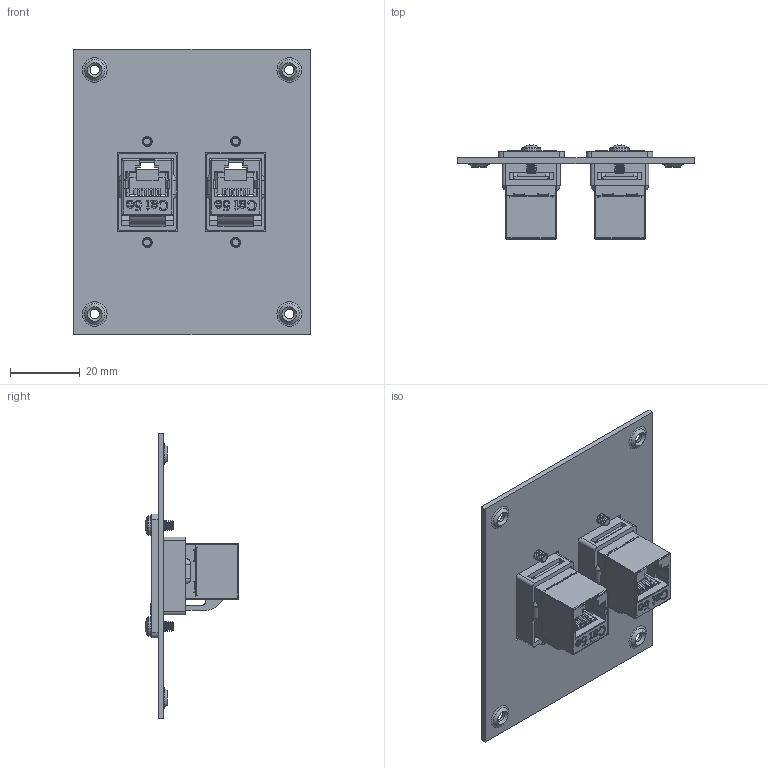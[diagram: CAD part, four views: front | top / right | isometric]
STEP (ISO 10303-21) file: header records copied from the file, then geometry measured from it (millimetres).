
FILE_DESCRIPTION (( 'STEP AP214' ), '1' );
FILE_NAME ('USP2ECF-SC5EBM.STEP', '2018-04-25T13:32:05', ( '' ), ( '' ), 'SwSTEP 2.0', 'SolidWorks 2017', '' );
FILE_SCHEMA (( 'AUTOMOTIVE_DESIGN' ));
Length unit declared in the file: inch
Products named in the file (14): TDG1026KS-Cx-MINI - REAR HOUSING; TDG1026KS-Cx-MINI - FRONT HOUSING; 91772A106_91772A106; ECF-SK_with Global Connectivity logo; 1AR06-001; USP2ECF-SC5EBM; TDG1026KS-Cx-MINI_Cat 5e; TDG1026KS-Cx - PCB; TDG1026KS-Cx - PCB(UQ-2); TDG1026KS-Cx - PCB(UQ-1); TDG1026KS-Cx - PCB CONTACT MOUNT; TDG1026KS-Cx-MINI - REAR HOUSING SHIELD_Cat 5e; TDG1026KS-Cx-MINI - FRONT HOUSING SHIELD_Cat 5e
Assembly tree (32 placements, depth 4):
  USP2ECF-SC5EBM
    1AR06-001
    ECF-SK_with Global Connectivity logo  x2
    91772A106_91772A106  x4
    TDG1026KS-Cx-MINI_Cat 5e  x2
      TDG1026KS-Cx-MINI - FRONT HOUSING
      TDG1026KS-Cx-MINI - REAR HOUSING
      TDG1026KS-Cx-MINI - FRONT HOUSING SHIELD_Cat 5e
      TDG1026KS-Cx-MINI - REAR HOUSING SHIELD_Cat 5e
      TDG1026KS-Cx - PCB
        TDG1026KS-Cx - PCB
        TDG1026KS-Cx - PCB CONTACT MOUNT
        TDG1026KS-Cx - PCB(UQ-1)  x5
        TDG1026KS-Cx - PCB(UQ-2)  x11
Bounding box: 68.07 x 26.99 x 82.04 mm (x, y, z)
Volume: 16143.7 mm3; surface area: 34731.1 mm2
Topology: 51 solids, 51 shells, 3302 faces, 8722 edges, 5528 vertices
Faces by surface type: plane 2156, cylinder 694, bspline 376, cone 32, sphere 28, torus 16
Full cylindrical faces by diameter (mm): 0.46 x106, 2.261 x4, 2.705 x4, 3.175 x4, 5.563 x4
Entity records: 53496 total; most frequent: CARTESIAN_POINT 15912, ORIENTED_EDGE 7974, DIRECTION 6986, EDGE_CURVE 3987, VECTOR 3054, LINE 3054, VERTEX_POINT 2552, AXIS2_PLACEMENT_3D 1966
